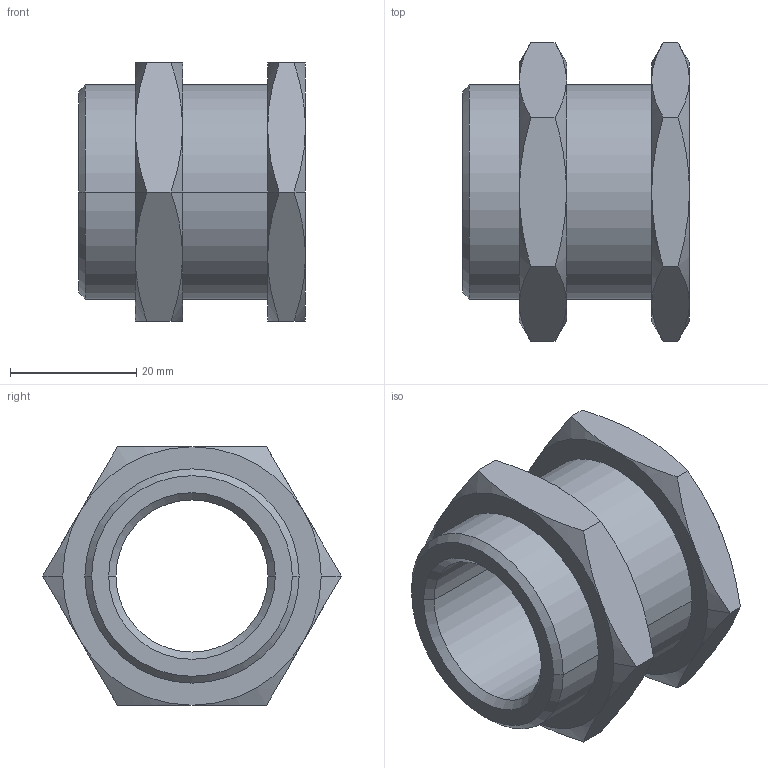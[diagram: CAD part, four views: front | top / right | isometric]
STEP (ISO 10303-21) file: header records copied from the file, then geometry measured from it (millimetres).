
FILE_DESCRIPTION(('STEP AP214'),'1');
FILE_NAME('0117_00_27.stp','2016-07-07T14:21:40',('TraceParts'),('TraceParts S.A.'),'Spatial InterOp 3D',' ',' ');
FILE_SCHEMA(('automotive_design'));
Length unit declared in the file: millimetre
Products named in the file (2): 1; 2
Bounding box: 36 x 47.34 x 41 mm (x, y, z)
Volume: 23889.8 mm3; surface area: 11351.4 mm2
Topology: 2 solids, 2 shells, 65 faces, 138 edges, 78 vertices
Faces by surface type: cone 42, plane 17, cylinder 6
Entity records: 2317 total; most frequent: CARTESIAN_POINT 475, DIRECTION 278, ORIENTED_EDGE 276, EDGE_CURVE 138, AXIS2_PLACEMENT_3D 121, VERTEX_POINT 78, EDGE_LOOP 70, STYLED_ITEM 65
